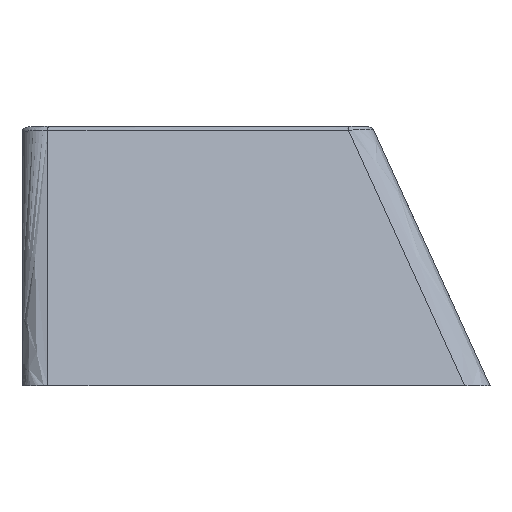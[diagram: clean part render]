
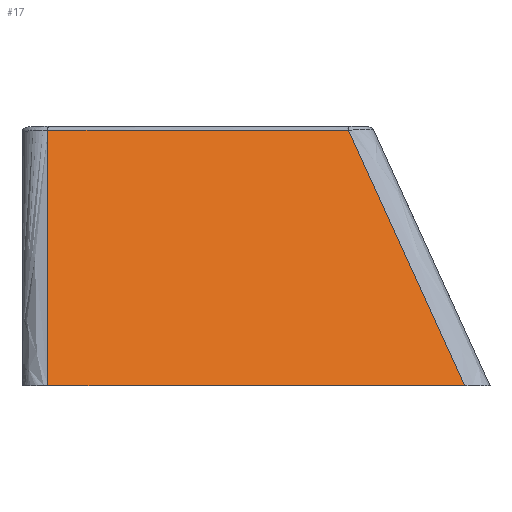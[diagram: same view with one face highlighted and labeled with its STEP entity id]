
A CAD part, left-side view. The second image highlights one B-rep face of the part: STEP entity #17.
In plain terms, the highlighted free-form (B-spline) face has degree [1, 1] with [2, 2] control points.
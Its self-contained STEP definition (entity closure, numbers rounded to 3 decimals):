
#17 = ADVANCED_FACE('',(#18),#83,.F.);
#18 = FACE_BOUND('',#19,.F.);
#19 = EDGE_LOOP('',(#20,#38,#61,#77));
#20 = ORIENTED_EDGE('',*,*,#21,.T.);
#21 = EDGE_CURVE('',#22,#24,#26,.T.);
#22 = VERTEX_POINT('',#23);
#23 = CARTESIAN_POINT('',(-28.075,8.025,0.));
#24 = VERTEX_POINT('',#25);
#25 = CARTESIAN_POINT('',(-25.342,8.025,9.847));
#26 = B_SPLINE_CURVE_WITH_KNOTS('',4,(#27,#28,#29,#30,#31,#32,#33,#34,
    #35,#36,#37),.UNSPECIFIED.,.F.,.F.,(5,3,3,5),(-0.635,
    0.,10.655,11.291),.UNSPECIFIED.);
#27 = CARTESIAN_POINT('',(-28.245,8.025,-0.612));
#28 = CARTESIAN_POINT('',(-28.202,8.025,-0.459));
#29 = CARTESIAN_POINT('',(-28.16,8.025,-0.306));
#30 = CARTESIAN_POINT('',(-28.117,8.025,-0.153));
#31 = CARTESIAN_POINT('',(-27.363,8.025,2.567));
#32 = CARTESIAN_POINT('',(-26.65,8.025,5.134));
#33 = CARTESIAN_POINT('',(-25.938,8.025,7.701));
#34 = CARTESIAN_POINT('',(-25.183,8.025,10.42));
#35 = CARTESIAN_POINT('',(-25.141,8.025,10.573));
#36 = CARTESIAN_POINT('',(-25.098,8.025,10.726));
#37 = CARTESIAN_POINT('',(-25.056,8.025,10.879));
#38 = ORIENTED_EDGE('',*,*,#39,.T.);
#39 = EDGE_CURVE('',#24,#40,#42,.T.);
#40 = VERTEX_POINT('',#41);
#41 = CARTESIAN_POINT('',(-25.342,-3.567,9.847
    ));
#42 = ( BOUNDED_CURVE() B_SPLINE_CURVE(9,(#43,#44,#45,#46,#47,#48,#49,
    #50,#51,#52,#53,#54,#55,#56,#57,#58,#59,#60),.UNSPECIFIED.,.F.,.F.) 
B_SPLINE_CURVE_WITH_KNOTS((10,8,10),(113.654,125.133,
125.199),.UNSPECIFIED.) CURVE() GEOMETRIC_REPRESENTATION_ITEM() 
RATIONAL_B_SPLINE_CURVE((1.,1.,1.,1.,1.,1.,1.,1.,1.,1.,1.,1.,1.,1.,1.,1.
,1.,1.)) REPRESENTATION_ITEM('') );
#43 = CARTESIAN_POINT('',(-25.342,8.025,9.847)
  );
#44 = CARTESIAN_POINT('',(-25.342,6.72,9.847)
  );
#45 = CARTESIAN_POINT('',(-25.342,5.457,9.847)
  );
#46 = CARTESIAN_POINT('',(-25.342,4.174,9.847)
  );
#47 = CARTESIAN_POINT('',(-25.342,2.908,9.847)
  );
#48 = CARTESIAN_POINT('',(-25.342,1.617,9.847)
  );
#49 = CARTESIAN_POINT('',(-25.342,0.349,9.847)
  );
#50 = CARTESIAN_POINT('',(-25.342,-0.934,9.847
    ));
#51 = CARTESIAN_POINT('',(-25.342,-2.203,9.847
    ));
#52 = CARTESIAN_POINT('',(-25.342,-3.507,9.847)
  );
#53 = CARTESIAN_POINT('',(-25.342,-3.514,9.847)
  );
#54 = CARTESIAN_POINT('',(-25.342,-3.522,9.847
    ));
#55 = CARTESIAN_POINT('',(-25.342,-3.529,9.847)
  );
#56 = CARTESIAN_POINT('',(-25.342,-3.537,9.847)
  );
#57 = CARTESIAN_POINT('',(-25.342,-3.544,9.847
    ));
#58 = CARTESIAN_POINT('',(-25.342,-3.552,9.847)
  );
#59 = CARTESIAN_POINT('',(-25.342,-3.56,9.847)
  );
#60 = CARTESIAN_POINT('',(-25.342,-3.567,9.847
    ));
#61 = ORIENTED_EDGE('',*,*,#62,.F.);
#62 = EDGE_CURVE('',#63,#40,#65,.T.);
#63 = VERTEX_POINT('',#64);
#64 = CARTESIAN_POINT('',(-28.075,-8.048,0.));
#65 = B_SPLINE_CURVE_WITH_KNOTS('',4,(#66,#67,#68,#69,#70,#71,#72,#73,
    #74,#75,#76),.UNSPECIFIED.,.F.,.F.,(5,3,3,5),(-0.467,
    0.226,11.724,12.417),.UNSPECIFIED.);
#66 = CARTESIAN_POINT('',(-28.286,-8.393,
    -0.759));
#67 = CARTESIAN_POINT('',(-28.243,-8.324,
    -0.606));
#68 = CARTESIAN_POINT('',(-28.201,-8.254,
    -0.453));
#69 = CARTESIAN_POINT('',(-28.158,-8.184,
    -0.3));
#70 = CARTESIAN_POINT('',(-27.412,-6.961,2.39
    ));
#71 = CARTESIAN_POINT('',(-26.708,-5.806,4.927)
  );
#72 = CARTESIAN_POINT('',(-26.004,-4.652,7.463
    ));
#73 = CARTESIAN_POINT('',(-25.258,-3.428,10.153));
#74 = CARTESIAN_POINT('',(-25.215,-3.359,10.306));
#75 = CARTESIAN_POINT('',(-25.173,-3.289,10.459));
#76 = CARTESIAN_POINT('',(-25.13,-3.22,10.612));
#77 = ORIENTED_EDGE('',*,*,#78,.T.);
#78 = EDGE_CURVE('',#63,#22,#79,.T.);
#79 = LINE('',#80,#81);
#80 = CARTESIAN_POINT('',(-28.075,-9.025,0.));
#81 = VECTOR('',#82,1.);
#82 = DIRECTION('',(0.,1.,0.));
#83 = B_SPLINE_SURFACE_WITH_KNOTS('',1,1,(
    (#84,#85)
    ,(#86,#87
  )),.UNSPECIFIED.,.F.,.F.,.F.,(2,2),(2,2),(0.,18.05),(0.,1.),
  .PIECEWISE_BEZIER_KNOTS.);
#84 = CARTESIAN_POINT('',(-28.075,-9.025,0.));
#85 = CARTESIAN_POINT('',(-25.3,-4.475,10.));
#86 = CARTESIAN_POINT('',(-28.075,9.025,0.));
#87 = CARTESIAN_POINT('',(-25.3,9.025,10.));
